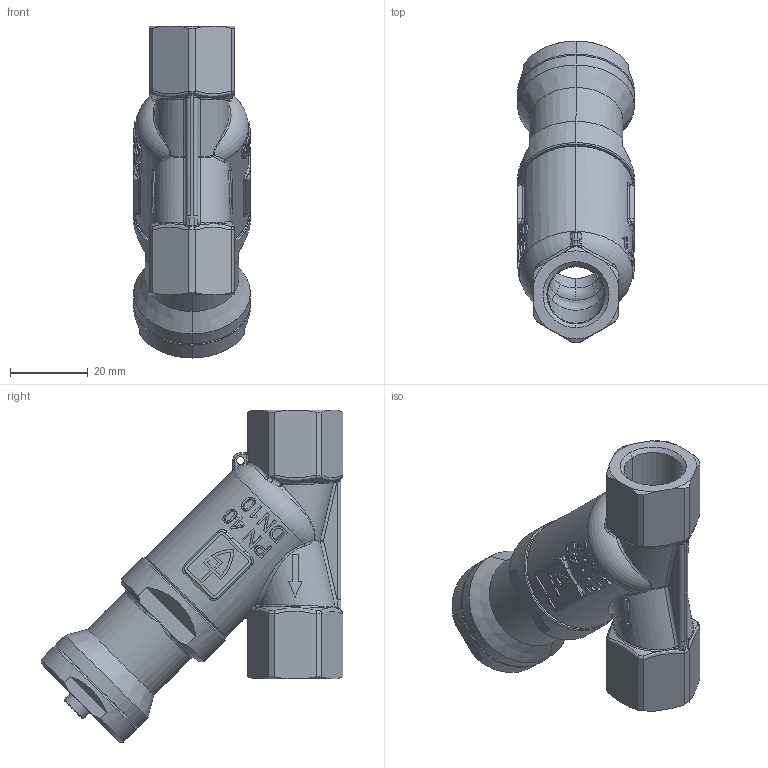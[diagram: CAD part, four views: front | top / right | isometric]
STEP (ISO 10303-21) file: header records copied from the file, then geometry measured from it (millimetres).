
FILE_DESCRIPTION (( 'STEP AP214' ), '1' );
FILE_NAME ('417ytGFO_10_FF_1010.STEP', '2021-05-27T13:19:25', ( '' ), ( '' ), 'SwSTEP 2.0', 'SolidWorks 2020', '' );
FILE_SCHEMA (( 'AUTOMOTIVE_DESIGN' ));
Length unit declared in the file: millimetre
Products named in the file (1): 417ytGFO_10_FF_1010
Bounding box: 30 x 77.44 x 85.2 mm (x, y, z)
Volume: 40773.4 mm3; surface area: 25156.8 mm2
Topology: 4 solids, 4 shells, 756 faces, 1897 edges, 1174 vertices
Faces by surface type: bspline 291, plane 185, cylinder 162, cone 72, torus 45, sphere 1
Entity records: 49045 total; most frequent: CARTESIAN_POINT 25106, ORIENTED_EDGE 3748, DIRECTION 2461, EDGE_CURVE 1874, VERTEX_POINT 1174, AXIS2_PLACEMENT_3D 988, EDGE_LOOP 818, B_SPLINE_CURVE_WITH_KNOTS 816
